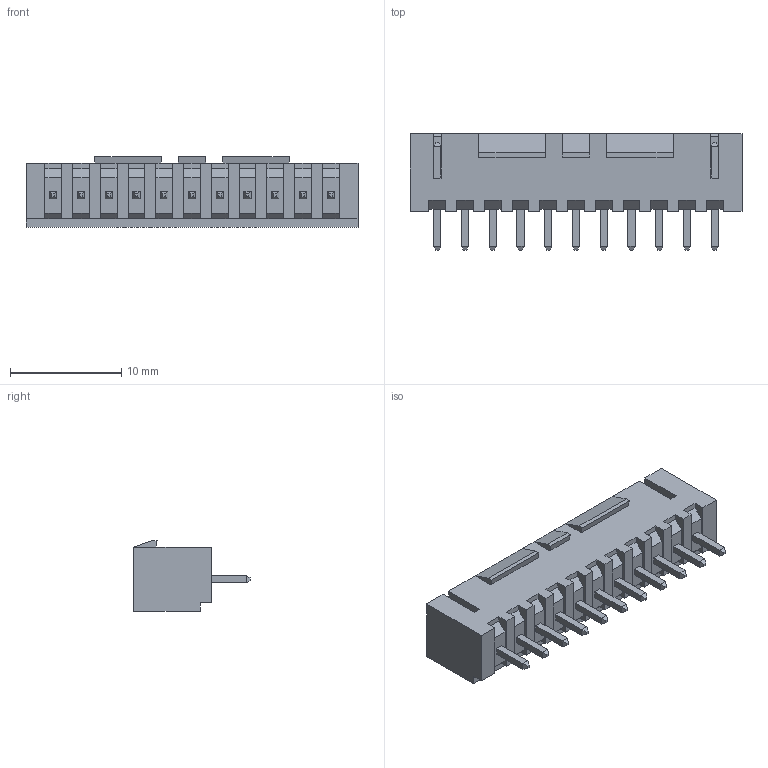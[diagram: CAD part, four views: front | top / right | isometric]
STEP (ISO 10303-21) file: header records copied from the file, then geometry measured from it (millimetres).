
FILE_DESCRIPTION((''),'2;1');
FILE_NAME('SMW250-11_P2-5_L29-9_W5-8_H7','2019-10-23T',('Dragos'),(''),'PRO/ENGINEER BY PARAMETRIC TECHNOLOGY CORPORATION, 2004440','PRO/ENGINEER BY PARAMETRIC TECHNOLOGY CORPORATION, 2004440','');
FILE_SCHEMA(('AUTOMOTIVE_DESIGN { 1 0 10303 214 1 1 1 1 }'));
Length unit declared in the file: millimetre
Products named in the file (1): SMW250-11_P2-5_L29-9_W5-8_H7
Bounding box: 29.9 x 10.5 x 6.39 mm (x, y, z)
Volume: 603.1 mm3; surface area: 1410.4 mm2
Topology: 1 solids, 1 shells, 316 faces, 778 edges, 486 vertices
Faces by surface type: plane 316
Entity records: 13767 total; most frequent: CARTESIAN_POINT 1582, ORIENTED_EDGE 1556, DIRECTION 1412, PRESENTATION_STYLE_ASSIGNMENT 978, STYLED_ITEM 780, CURVE_STYLE 779, VECTOR 778, LINE 778
